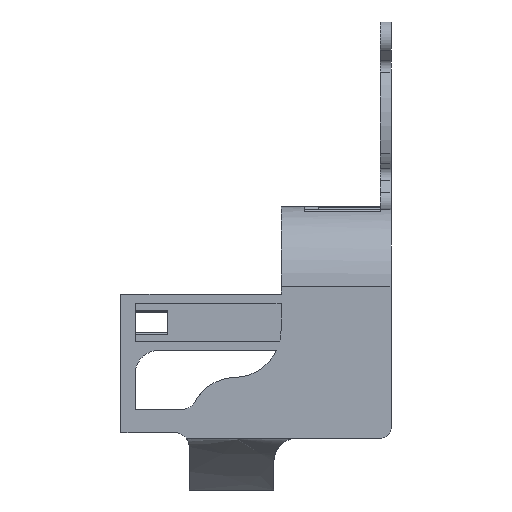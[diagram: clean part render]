
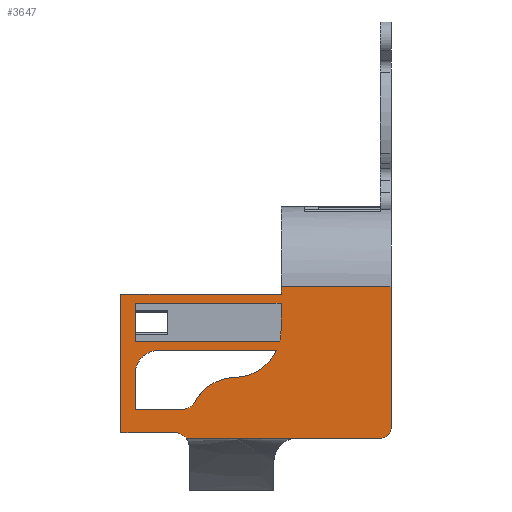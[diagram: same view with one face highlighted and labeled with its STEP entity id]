
A CAD part, left-side view. The second image highlights one B-rep face of the part: STEP entity #3647.
In plain terms, the highlighted planar face has unit normal (-1, 0, 0).
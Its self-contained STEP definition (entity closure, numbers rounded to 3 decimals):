
#43=FACE_BOUND('',#474,.T.);
#44=FACE_BOUND('',#475,.T.);
#114=PLANE('',#3969);
#268=FACE_OUTER_BOUND('',#473,.T.);
#473=EDGE_LOOP('',(#3084,#3085,#3086,#3087,#3088,#3089,#3090,#3091,#3092,
#3093,#3094));
#474=EDGE_LOOP('',(#3095,#3096,#3097,#3098,#3099,#3100,#3101));
#475=EDGE_LOOP('',(#3102,#3103,#3104,#3105,#3106));
#581=B_SPLINE_CURVE_WITH_KNOTS('',3,(#6067,#6068,#6069,#6070),
 .UNSPECIFIED.,.F.,.F.,(4,4),(-0.036,0.),
 .UNSPECIFIED.);
#584=LINE('',#5089,#943);
#600=LINE('',#5175,#959);
#621=LINE('',#5234,#980);
#624=LINE('',#5240,#983);
#704=LINE('',#5485,#1063);
#750=LINE('',#6066,#1109);
#825=LINE('',#6308,#1184);
#847=LINE('',#6390,#1206);
#851=LINE('',#6398,#1210);
#856=LINE('',#6409,#1215);
#858=LINE('',#6413,#1217);
#859=LINE('',#6415,#1218);
#860=LINE('',#6417,#1219);
#861=LINE('',#6418,#1220);
#862=LINE('',#6421,#1221);
#943=VECTOR('',#4067,10.);
#959=VECTOR('',#4115,10.);
#980=VECTOR('',#4160,10.);
#983=VECTOR('',#4167,10.);
#1063=VECTOR('',#4401,10.);
#1109=VECTOR('',#4497,10.);
#1184=VECTOR('',#4704,10.);
#1206=VECTOR('',#4792,10.);
#1210=VECTOR('',#4800,10.);
#1215=VECTOR('',#4811,10.);
#1217=VECTOR('',#4815,10.);
#1218=VECTOR('',#4818,10.);
#1219=VECTOR('',#4819,10.);
#1220=VECTOR('',#4820,10.);
#1221=VECTOR('',#4823,10.);
#1301=CIRCLE('',#3730,5.);
#1303=CIRCLE('',#3734,3.);
#1306=CIRCLE('',#3739,3.);
#1318=CIRCLE('',#3763,10.);
#1382=CIRCLE('',#3894,2.);
#1431=CIRCLE('',#3970,10.);
#1432=CIRCLE('',#3971,10.);
#1452=VERTEX_POINT('',#5075);
#1453=VERTEX_POINT('',#5077);
#1455=VERTEX_POINT('',#5088);
#1458=VERTEX_POINT('',#5096);
#1459=VERTEX_POINT('',#5097);
#1468=VERTEX_POINT('',#5146);
#1469=VERTEX_POINT('',#5148);
#1498=VERTEX_POINT('',#5232);
#1499=VERTEX_POINT('',#5233);
#1501=VERTEX_POINT('',#5242);
#1587=VERTEX_POINT('',#5482);
#1588=VERTEX_POINT('',#5484);
#1617=VERTEX_POINT('',#5621);
#1650=VERTEX_POINT('',#6065);
#1695=VERTEX_POINT('',#6184);
#1744=VERTEX_POINT('',#6301);
#1747=VERTEX_POINT('',#6306);
#1774=VERTEX_POINT('',#6389);
#1776=VERTEX_POINT('',#6397);
#1779=VERTEX_POINT('',#6407);
#1780=VERTEX_POINT('',#6411);
#1781=VERTEX_POINT('',#6416);
#1782=VERTEX_POINT('',#6420);
#1816=EDGE_CURVE('',#1452,#1453,#1301,.T.);
#1819=EDGE_CURVE('',#1455,#1453,#584,.T.);
#1823=EDGE_CURVE('',#1458,#1459,#1303,.F.);
#1834=EDGE_CURVE('',#1469,#1468,#1306,.F.);
#1848=EDGE_CURVE('',#1468,#1455,#600,.T.);
#1876=EDGE_CURVE('',#1498,#1499,#621,.T.);
#1880=EDGE_CURVE('',#1458,#1499,#624,.T.);
#1881=EDGE_CURVE('',#1469,#1501,#1318,.T.);
#1999=EDGE_CURVE('',#1587,#1588,#704,.T.);
#2085=EDGE_CURVE('',#1650,#1617,#750,.T.);
#2086=EDGE_CURVE('',#1459,#1650,#581,.T.);
#2142=EDGE_CURVE('',#1588,#1695,#1382,.T.);
#2206=EDGE_CURVE('',#1747,#1744,#825,.T.);
#2247=EDGE_CURVE('',#1744,#1774,#847,.T.);
#2251=EDGE_CURVE('',#1776,#1774,#851,.T.);
#2257=EDGE_CURVE('',#1779,#1498,#856,.T.);
#2259=EDGE_CURVE('',#1780,#1452,#858,.T.);
#2260=EDGE_CURVE('',#1617,#1695,#859,.T.);
#2261=EDGE_CURVE('',#1781,#1587,#860,.T.);
#2262=EDGE_CURVE('',#1781,#1779,#861,.T.);
#2263=EDGE_CURVE('',#1501,#1780,#1431,.T.);
#2264=EDGE_CURVE('',#1747,#1782,#862,.T.);
#2265=EDGE_CURVE('',#1776,#1782,#1432,.T.);
#3084=ORIENTED_EDGE('',*,*,#2085,.T.);
#3085=ORIENTED_EDGE('',*,*,#2260,.T.);
#3086=ORIENTED_EDGE('',*,*,#2142,.F.);
#3087=ORIENTED_EDGE('',*,*,#1999,.F.);
#3088=ORIENTED_EDGE('',*,*,#2261,.F.);
#3089=ORIENTED_EDGE('',*,*,#2262,.T.);
#3090=ORIENTED_EDGE('',*,*,#2257,.T.);
#3091=ORIENTED_EDGE('',*,*,#1876,.T.);
#3092=ORIENTED_EDGE('',*,*,#1880,.F.);
#3093=ORIENTED_EDGE('',*,*,#1823,.T.);
#3094=ORIENTED_EDGE('',*,*,#2086,.T.);
#3095=ORIENTED_EDGE('',*,*,#2259,.F.);
#3096=ORIENTED_EDGE('',*,*,#2263,.F.);
#3097=ORIENTED_EDGE('',*,*,#1881,.F.);
#3098=ORIENTED_EDGE('',*,*,#1834,.T.);
#3099=ORIENTED_EDGE('',*,*,#1848,.T.);
#3100=ORIENTED_EDGE('',*,*,#1819,.T.);
#3101=ORIENTED_EDGE('',*,*,#1816,.F.);
#3102=ORIENTED_EDGE('',*,*,#2206,.F.);
#3103=ORIENTED_EDGE('',*,*,#2264,.T.);
#3104=ORIENTED_EDGE('',*,*,#2265,.F.);
#3105=ORIENTED_EDGE('',*,*,#2251,.T.);
#3106=ORIENTED_EDGE('',*,*,#2247,.F.);
#3647=ADVANCED_FACE('',(#268,#43,#44),#114,.T.);
#3730=AXIS2_PLACEMENT_3D('',#5078,#4062,#4063);
#3734=AXIS2_PLACEMENT_3D('',#5098,#4074,#4075);
#3739=AXIS2_PLACEMENT_3D('',#5149,#4088,#4089);
#3763=AXIS2_PLACEMENT_3D('',#5243,#4170,#4171);
#3894=AXIS2_PLACEMENT_3D('',#6185,#4597,#4598);
#3969=AXIS2_PLACEMENT_3D('',#6414,#4816,#4817);
#3970=AXIS2_PLACEMENT_3D('',#6419,#4821,#4822);
#3971=AXIS2_PLACEMENT_3D('',#6422,#4824,#4825);
#4062=DIRECTION('center_axis',(-1.,0.,0.));
#4063=DIRECTION('ref_axis',(0.,0.707,0.707));
#4067=DIRECTION('',(0.,0.,1.));
#4074=DIRECTION('center_axis',(-1.,0.,0.));
#4075=DIRECTION('ref_axis',(0.,-0.707,0.707));
#4088=DIRECTION('center_axis',(-1.,0.,0.));
#4089=DIRECTION('ref_axis',(0.,-0.783,-0.622));
#4115=DIRECTION('',(0.,1.,0.));
#4160=DIRECTION('',(0.,0.,-1.));
#4167=DIRECTION('',(0.,1.,0.));
#4170=DIRECTION('center_axis',(1.,0.,0.));
#4171=DIRECTION('ref_axis',(0.,-1.,0.));
#4401=DIRECTION('',(0.,0.,-1.));
#4497=DIRECTION('',(0.,-1.,0.));
#4597=DIRECTION('center_axis',(1.,0.,0.));
#4598=DIRECTION('ref_axis',(0.,-0.707,-0.707));
#4704=DIRECTION('',(0.,1.,0.));
#4792=DIRECTION('',(0.,0.,-1.));
#4800=DIRECTION('',(0.,1.,0.));
#4811=DIRECTION('',(0.,1.,0.));
#4815=DIRECTION('',(0.,1.,0.));
#4816=DIRECTION('center_axis',(-1.,0.,0.));
#4817=DIRECTION('ref_axis',(0.,1.,0.));
#4818=DIRECTION('',(0.,-1.,0.));
#4819=DIRECTION('',(0.,-1.,0.));
#4820=DIRECTION('',(0.,0.,-1.));
#4821=DIRECTION('center_axis',(-1.,0.,0.));
#4822=DIRECTION('ref_axis',(0.,-0.707,-0.707));
#4823=DIRECTION('',(0.,0.,-1.));
#4824=DIRECTION('center_axis',(-1.,0.,0.));
#4825=DIRECTION('ref_axis',(0.,-0.707,-0.707));
#5075=CARTESIAN_POINT('',(-32.5,-28.,5.75));
#5077=CARTESIAN_POINT('',(-32.5,-23.,0.75));
#5078=CARTESIAN_POINT('Origin',(-32.5,-28.,0.75));
#5088=CARTESIAN_POINT('',(-32.5,-23.,-6.75));
#5089=CARTESIAN_POINT('',(-32.5,-23.,14.775));
#5096=CARTESIAN_POINT('',(-32.5,-31.5,-11.75));
#5097=CARTESIAN_POINT('',(-32.5,-33.846,-12.88));
#5098=CARTESIAN_POINT('Origin',(-32.5,-31.5,-14.75));
#5146=CARTESIAN_POINT('',(-32.5,-33.151,-6.75));
#5148=CARTESIAN_POINT('',(-32.5,-35.5,-5.616));
#5149=CARTESIAN_POINT('Origin',(-32.5,-33.151,-3.75));
#5175=CARTESIAN_POINT('',(-32.5,-56.225,-6.75));
#5232=CARTESIAN_POINT('',(-32.5,-20.,17.75));
#5233=CARTESIAN_POINT('',(-32.5,-20.,-11.75));
#5234=CARTESIAN_POINT('',(-32.5,-20.,5.75));
#5240=CARTESIAN_POINT('',(-32.5,-35.5,-11.75));
#5242=CARTESIAN_POINT('',(-32.5,-44.275,0.023));
#5243=CARTESIAN_POINT('Origin',(-32.5,-44.5,-9.975));
#5482=CARTESIAN_POINT('',(-32.5,-77.45,19.3));
#5484=CARTESIAN_POINT('',(-32.5,-77.45,-10.88));
#5485=CARTESIAN_POINT('',(-32.5,-77.45,36.3));
#5621=CARTESIAN_POINT('',(-32.5,-57.5,-12.88));
#6065=CARTESIAN_POINT('',(-32.5,-34.5,-12.88));
#6066=CARTESIAN_POINT('',(-32.5,-76.95,-12.88));
#6067=CARTESIAN_POINT('Ctrl Pts',(-32.5,-33.846,-12.88));
#6068=CARTESIAN_POINT('Ctrl Pts',(-32.5,-34.064,-12.88));
#6069=CARTESIAN_POINT('Ctrl Pts',(-32.5,-34.282,-12.88));
#6070=CARTESIAN_POINT('Ctrl Pts',(-32.5,-34.5,-12.88));
#6184=CARTESIAN_POINT('',(-32.5,-75.45,-12.88));
#6185=CARTESIAN_POINT('Origin',(-32.5,-75.45,-10.88));
#6301=CARTESIAN_POINT('',(-32.5,-23.,15.75));
#6306=CARTESIAN_POINT('',(-32.5,-54.05,15.75));
#6308=CARTESIAN_POINT('',(-32.5,-54.05,15.75));
#6389=CARTESIAN_POINT('',(-32.5,-23.,7.75));
#6390=CARTESIAN_POINT('',(-32.5,-23.,9.75));
#6397=CARTESIAN_POINT('',(-32.5,-53.789,7.75));
#6398=CARTESIAN_POINT('',(-32.5,-54.05,7.75));
#6407=CARTESIAN_POINT('',(-32.5,-54.05,17.75));
#6409=CARTESIAN_POINT('',(-32.5,-54.05,17.75));
#6411=CARTESIAN_POINT('',(-32.5,-53.092,5.75));
#6413=CARTESIAN_POINT('',(-32.5,-54.05,5.75));
#6414=CARTESIAN_POINT('Origin',(-32.5,-76.95,36.3));
#6415=CARTESIAN_POINT('',(-32.5,-76.95,-12.88));
#6416=CARTESIAN_POINT('',(-32.5,-54.05,19.3));
#6417=CARTESIAN_POINT('',(-32.5,-65.5,19.3));
#6418=CARTESIAN_POINT('',(-32.5,-54.05,30.3));
#6419=CARTESIAN_POINT('Origin',(-32.5,-44.05,10.02));
#6420=CARTESIAN_POINT('',(-32.5,-54.05,10.02));
#6421=CARTESIAN_POINT('',(-32.5,-54.05,30.3));
#6422=CARTESIAN_POINT('Origin',(-32.5,-44.05,10.02));
